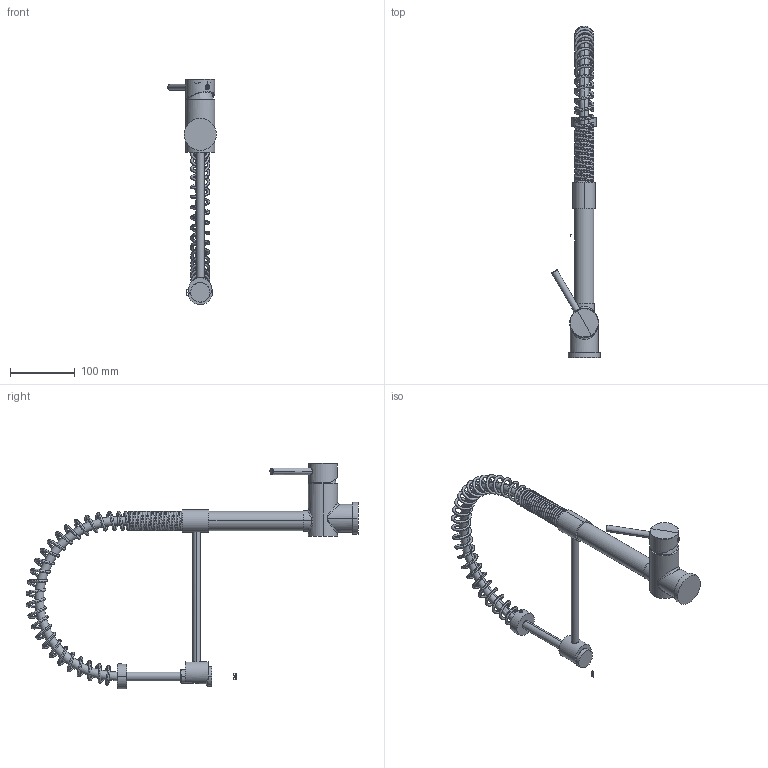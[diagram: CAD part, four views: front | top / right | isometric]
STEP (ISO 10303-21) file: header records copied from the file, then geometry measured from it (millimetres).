
FILE_DESCRIPTION((''),'2;1');
FILE_NAME('SK178CR','2021-01-18T08:31:21',('ut3'),('PAFFONI SpA'),'CREO PARAMETRIC BY PTC INC, 2020044','CREO PARAMETRIC BY PTC INC, 2020044','');
FILE_SCHEMA(('CONFIG_CONTROL_DESIGN','SHAPE_APPEARANCE_LAYERS_GROUPS'));
Length unit declared in the file: millimetre
Products named in the file (1): SK178CR
Bounding box: 74.92 x 512.62 x 348.09 mm (x, y, z)
Volume: 578467.6 mm3; surface area: 148546.4 mm2
Topology: 5 solids, 5 shells, 271 faces, 678 edges, 403 vertices
Faces by surface type: cylinder 69, bspline 64, plane 57, cone 33, torus 30, sphere 18
Entity records: 45073 total; most frequent: CARTESIAN_POINT 37180, ORIENTED_EDGE 1344, DIRECTION 1097, EDGE_CURVE 672, AXIS2_PLACEMENT_3D 477, VERTEX_POINT 403, EDGE_LOOP 291, FILL_AREA_STYLE_COLOUR 273
